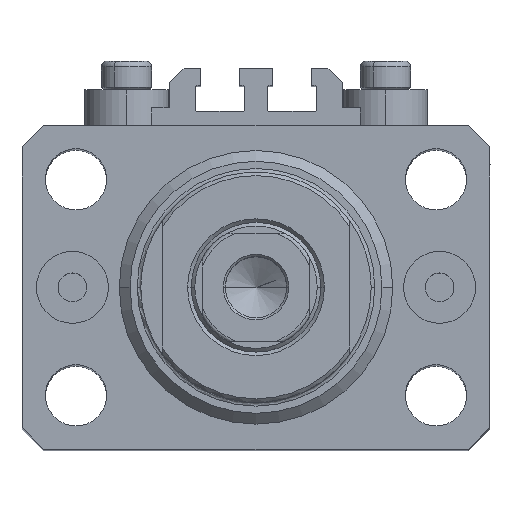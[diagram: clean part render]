
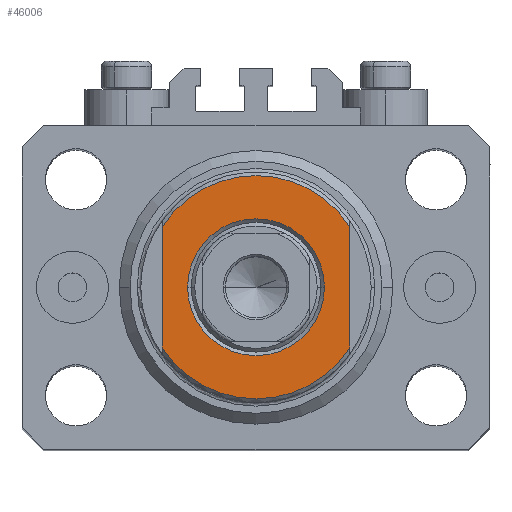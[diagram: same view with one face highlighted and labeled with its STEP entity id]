
A CAD part, top view. The second image highlights one B-rep face of the part: STEP entity #46006.
In plain terms, the highlighted face is planar.
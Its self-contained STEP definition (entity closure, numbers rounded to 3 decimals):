
#91 = DIRECTION ( 'NONE',  ( 0., 0., -1. ) ) ;
#147 = DIRECTION ( 'NONE',  ( 0., 0., 1. ) ) ;
#614 = CARTESIAN_POINT ( 'NONE',  ( 0., 0., -6.5 ) ) ;
#616 = EDGE_CURVE ( 'NONE', #2249, #12074, #15758, .T. ) ;
#1675 = PLANE ( 'NONE',  #45103 ) ;
#2249 = VERTEX_POINT ( 'NONE', #18128 ) ;
#2923 = LINE ( 'NONE', #24197, #33443 ) ;
#4178 = VERTEX_POINT ( 'NONE', #37745 ) ;
#6436 = EDGE_CURVE ( 'NONE', #20395, #4178, #2923, .T. ) ;
#6840 = CIRCLE ( 'NONE', #32778, 9.5 ) ;
#7050 = ORIENTED_EDGE ( 'NONE', *, *, #16562, .T. ) ;
#8598 = EDGE_CURVE ( 'NONE', #12074, #2249, #6840, .T. ) ;
#9542 = DIRECTION ( 'NONE',  ( -1., 0., 0. ) ) ;
#11328 = ORIENTED_EDGE ( 'NONE', *, *, #8598, .T. ) ;
#12074 = VERTEX_POINT ( 'NONE', #14265 ) ;
#12782 = EDGE_CURVE ( 'NONE', #29385, #41939, #42914, .T. ) ;
#14265 = CARTESIAN_POINT ( 'NONE',  ( 9.5, 0., -6.5 ) ) ;
#15017 = AXIS2_PLACEMENT_3D ( 'NONE', #18294, #147, #15645 ) ;
#15645 = DIRECTION ( 'NONE',  ( -1., 0., 0. ) ) ;
#15758 = CIRCLE ( 'NONE', #15017, 9.5 ) ;
#16562 = EDGE_CURVE ( 'NONE', #4178, #41939, #18437, .T. ) ;
#18128 = CARTESIAN_POINT ( 'NONE',  ( -9.5, 0., -6.5 ) ) ;
#18294 = CARTESIAN_POINT ( 'NONE',  ( 0., 0., -6.5 ) ) ;
#18437 = CIRCLE ( 'NONE', #27561, 15.5 ) ;
#18448 = AXIS2_PLACEMENT_3D ( 'NONE', #36848, #91, #39715 ) ;
#18458 = EDGE_LOOP ( 'NONE', ( #45356, #11328 ) ) ;
#20302 = FACE_BOUND ( 'NONE', #18458, .T. ) ;
#20395 = VERTEX_POINT ( 'NONE', #26544 ) ;
#20622 = DIRECTION ( 'NONE',  ( 0., -1., 0. ) ) ;
#23644 = FACE_OUTER_BOUND ( 'NONE', #24850, .T. ) ;
#24197 = CARTESIAN_POINT ( 'NONE',  ( 13., -43.081, -6.5 ) ) ;
#24459 = CARTESIAN_POINT ( 'NONE',  ( -13., -8.441, -6.5 ) ) ;
#24554 = CIRCLE ( 'NONE', #18448, 15.5 ) ;
#24787 = DIRECTION ( 'NONE',  ( 0., -1., 0. ) ) ;
#24850 = EDGE_LOOP ( 'NONE', ( #35232, #25430, #7050, #34604 ) ) ;
#25430 = ORIENTED_EDGE ( 'NONE', *, *, #6436, .T. ) ;
#26544 = CARTESIAN_POINT ( 'NONE',  ( 13., 8.441, -6.5 ) ) ;
#27561 = AXIS2_PLACEMENT_3D ( 'NONE', #42477, #42254, #9542 ) ;
#28381 = CARTESIAN_POINT ( 'NONE',  ( -13., -43.081, -6.5 ) ) ;
#29385 = VERTEX_POINT ( 'NONE', #47096 ) ;
#30643 = VECTOR ( 'NONE', #24787, 1000. ) ;
#32778 = AXIS2_PLACEMENT_3D ( 'NONE', #614, #33326, #44294 ) ;
#33326 = DIRECTION ( 'NONE',  ( 0., 0., 1. ) ) ;
#33443 = VECTOR ( 'NONE', #20622, 1000. ) ;
#34604 = ORIENTED_EDGE ( 'NONE', *, *, #12782, .F. ) ;
#35232 = ORIENTED_EDGE ( 'NONE', *, *, #45597, .T. ) ;
#35983 = CARTESIAN_POINT ( 'NONE',  ( 0., 0., -6.5 ) ) ;
#36848 = CARTESIAN_POINT ( 'NONE',  ( 0., 0., -6.5 ) ) ;
#37745 = CARTESIAN_POINT ( 'NONE',  ( 13., -8.441, -6.5 ) ) ;
#39715 = DIRECTION ( 'NONE',  ( -1., 0., 0. ) ) ;
#41939 = VERTEX_POINT ( 'NONE', #24459 ) ;
#42254 = DIRECTION ( 'NONE',  ( 0., 0., -1. ) ) ;
#42477 = CARTESIAN_POINT ( 'NONE',  ( 0., 0., -6.5 ) ) ;
#42914 = LINE ( 'NONE', #28381, #30643 ) ;
#43121 = DIRECTION ( 'NONE',  ( 0., 0., -1. ) ) ;
#44294 = DIRECTION ( 'NONE',  ( -1., 0., 0. ) ) ;
#45103 = AXIS2_PLACEMENT_3D ( 'NONE', #35983, #43121, #45829 ) ;
#45356 = ORIENTED_EDGE ( 'NONE', *, *, #616, .T. ) ;
#45597 = EDGE_CURVE ( 'NONE', #29385, #20395, #24554, .T. ) ;
#45829 = DIRECTION ( 'NONE',  ( -1., 0., 0. ) ) ;
#46006 = ADVANCED_FACE ( 'NONE', ( #20302, #23644 ), #1675, .T. ) ;
#47096 = CARTESIAN_POINT ( 'NONE',  ( -13., 8.441, -6.5 ) ) ;
